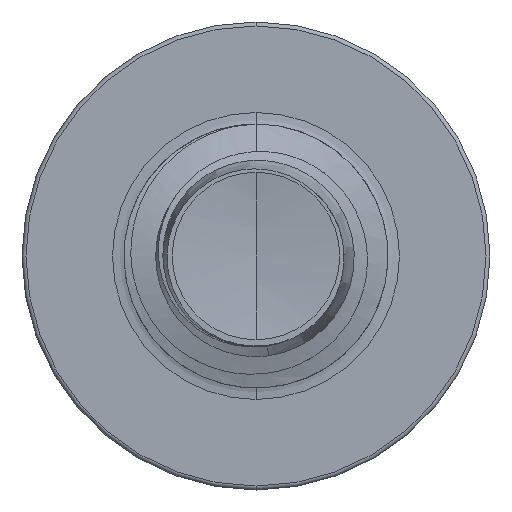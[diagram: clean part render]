
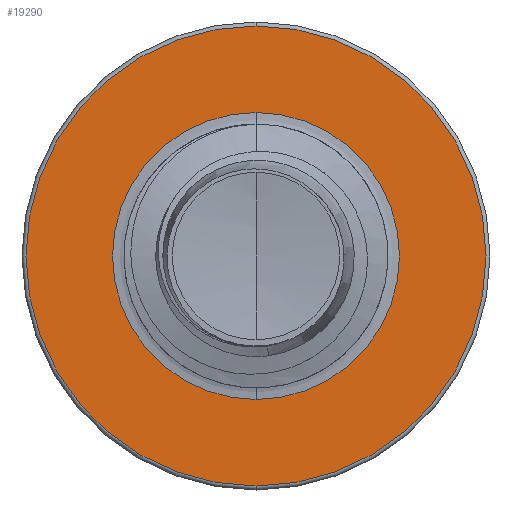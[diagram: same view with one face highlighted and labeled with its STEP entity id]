
A CAD part, front view. The second image highlights one B-rep face of the part: STEP entity #19290.
In plain terms, the highlighted planar face has unit normal (0, -1, 0).
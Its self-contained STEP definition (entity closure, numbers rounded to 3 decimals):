
#21 = AXIS2_PLACEMENT_3D ( 'NONE', #347, #12654, #2241 ) ;
#290 = EDGE_LOOP ( 'NONE', ( #1751, #16368 ) ) ;
#341 = CIRCLE ( 'NONE', #13178, 1.196 ) ;
#347 = CARTESIAN_POINT ( 'NONE',  ( 0., 5., 0. ) ) ;
#988 = VERTEX_POINT ( 'NONE', #12477 ) ;
#1751 = ORIENTED_EDGE ( 'NONE', *, *, #10262, .T. ) ;
#2241 = DIRECTION ( 'NONE',  ( 0., 0., 1. ) ) ;
#3247 = ORIENTED_EDGE ( 'NONE', *, *, #7144, .F. ) ;
#3265 = DIRECTION ( 'NONE',  ( 0., 1., 0. ) ) ;
#4025 = DIRECTION ( 'NONE',  ( 0., 1., 0. ) ) ;
#4301 = AXIS2_PLACEMENT_3D ( 'NONE', #14138, #4025, #15672 ) ;
#4753 = FACE_BOUND ( 'NONE', #290, .T. ) ;
#4786 = AXIS2_PLACEMENT_3D ( 'NONE', #20139, #5827, #11095 ) ;
#5321 = CARTESIAN_POINT ( 'NONE',  ( 0., 5., 1.917 ) ) ;
#5689 = DIRECTION ( 'NONE',  ( 0., 1., 0. ) ) ;
#5827 = DIRECTION ( 'NONE',  ( 0., 1., 0. ) ) ;
#6153 = EDGE_CURVE ( 'NONE', #988, #12924, #341, .T. ) ;
#7144 = EDGE_CURVE ( 'NONE', #11213, #15982, #17842, .T. ) ;
#7437 = CIRCLE ( 'NONE', #19289, 1.196 ) ;
#8981 = EDGE_LOOP ( 'NONE', ( #3247, #9554 ) ) ;
#9554 = ORIENTED_EDGE ( 'NONE', *, *, #10293, .F. ) ;
#10262 = EDGE_CURVE ( 'NONE', #12924, #988, #7437, .T. ) ;
#10293 = EDGE_CURVE ( 'NONE', #15982, #11213, #11369, .T. ) ;
#11095 = DIRECTION ( 'NONE',  ( 0., 0., 1. ) ) ;
#11213 = VERTEX_POINT ( 'NONE', #5321 ) ;
#11300 = CARTESIAN_POINT ( 'NONE',  ( 0., 5., -1.917 ) ) ;
#11369 = CIRCLE ( 'NONE', #21, 1.917 ) ;
#12004 = CARTESIAN_POINT ( 'NONE',  ( 0., 5., 1.196 ) ) ;
#12477 = CARTESIAN_POINT ( 'NONE',  ( 0., 5., -1.196 ) ) ;
#12654 = DIRECTION ( 'NONE',  ( 0., 1., 0. ) ) ;
#12924 = VERTEX_POINT ( 'NONE', #12004 ) ;
#13178 = AXIS2_PLACEMENT_3D ( 'NONE', #13486, #3265, #14997 ) ;
#13486 = CARTESIAN_POINT ( 'NONE',  ( 0., 5., 0. ) ) ;
#14138 = CARTESIAN_POINT ( 'NONE',  ( 0., 5., 0. ) ) ;
#14997 = DIRECTION ( 'NONE',  ( 0., 0., 1. ) ) ;
#15576 = CARTESIAN_POINT ( 'NONE',  ( 0., 5., 0. ) ) ;
#15672 = DIRECTION ( 'NONE',  ( 0., 0., 1. ) ) ;
#15982 = VERTEX_POINT ( 'NONE', #11300 ) ;
#16368 = ORIENTED_EDGE ( 'NONE', *, *, #6153, .T. ) ;
#17055 = DIRECTION ( 'NONE',  ( 0., 0., 1. ) ) ;
#17842 = CIRCLE ( 'NONE', #4301, 1.917 ) ;
#18677 = PLANE ( 'NONE',  #4786 ) ;
#19289 = AXIS2_PLACEMENT_3D ( 'NONE', #15576, #5689, #17055 ) ;
#19290 = ADVANCED_FACE ( 'NONE', ( #21199, #4753 ), #18677, .F. ) ;
#20139 = CARTESIAN_POINT ( 'NONE',  ( 0., 5., -1.196 ) ) ;
#21199 = FACE_OUTER_BOUND ( 'NONE', #8981, .T. ) ;
